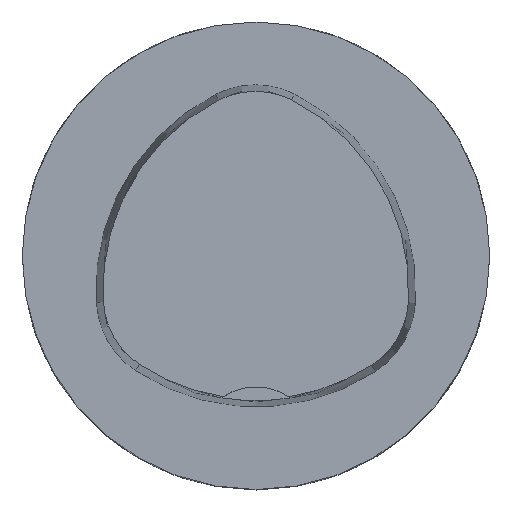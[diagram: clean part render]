
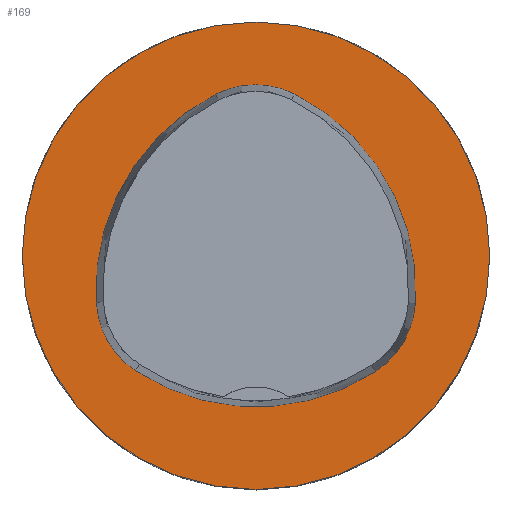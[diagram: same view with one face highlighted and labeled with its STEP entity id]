
A CAD part, top view. The second image highlights one B-rep face of the part: STEP entity #169.
In plain terms, the highlighted planar face has unit normal (0, 0, 1).
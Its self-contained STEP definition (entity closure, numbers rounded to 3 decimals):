
#70=PLANE('',#1064);
#169=ADVANCED_FACE('',(#245,#246),#70,.T.);
#189=CIRCLE('',#970,16.);
#219=CIRCLE('',#1042,15.);
#221=CIRCLE('',#1045,6.);
#223=CIRCLE('',#1048,15.);
#225=CIRCLE('',#1051,6.);
#229=CIRCLE('',#1056,15.);
#231=CIRCLE('',#1059,6.);
#245=FACE_BOUND('',#303,.T.);
#246=FACE_BOUND('',#304,.T.);
#303=EDGE_LOOP('',(#690,#691,#692,#693,#694,#695));
#304=EDGE_LOOP('',(#696));
#690=ORIENTED_EDGE('',*,*,#923,.T.);
#691=ORIENTED_EDGE('',*,*,#903,.T.);
#692=ORIENTED_EDGE('',*,*,#907,.T.);
#693=ORIENTED_EDGE('',*,*,#910,.T.);
#694=ORIENTED_EDGE('',*,*,#913,.T.);
#695=ORIENTED_EDGE('',*,*,#921,.T.);
#696=ORIENTED_EDGE('',*,*,#830,.F.);
#739=VERTEX_POINT('',#1673);
#778=VERTEX_POINT('',#1939);
#779=VERTEX_POINT('',#1940);
#782=VERTEX_POINT('',#1948);
#784=VERTEX_POINT('',#1954);
#786=VERTEX_POINT('',#1960);
#793=VERTEX_POINT('',#1981);
#830=EDGE_CURVE('',#739,#739,#189,.T.);
#903=EDGE_CURVE('',#778,#779,#219,.T.);
#907=EDGE_CURVE('',#779,#782,#221,.T.);
#910=EDGE_CURVE('',#782,#784,#223,.T.);
#913=EDGE_CURVE('',#784,#786,#225,.T.);
#921=EDGE_CURVE('',#786,#793,#229,.T.);
#923=EDGE_CURVE('',#793,#778,#231,.T.);
#970=AXIS2_PLACEMENT_3D('',#1672,#1090,#1091);
#1042=AXIS2_PLACEMENT_3D('',#1938,#1271,#1272);
#1045=AXIS2_PLACEMENT_3D('',#1947,#1279,#1280);
#1048=AXIS2_PLACEMENT_3D('',#1953,#1286,#1287);
#1051=AXIS2_PLACEMENT_3D('',#1959,#1293,#1294);
#1056=AXIS2_PLACEMENT_3D('',#1982,#1305,#1306);
#1059=AXIS2_PLACEMENT_3D('',#1985,#1311,#1312);
#1064=AXIS2_PLACEMENT_3D('',#1990,#1321,#1322);
#1090=DIRECTION('',(0.,0.,-1.));
#1091=DIRECTION('',(-1.,0.,0.));
#1271=DIRECTION('',(0.,0.,-1.));
#1272=DIRECTION('',(-1.,0.,0.));
#1279=DIRECTION('',(0.,0.,-1.));
#1280=DIRECTION('',(-1.,0.,0.));
#1286=DIRECTION('',(0.,0.,-1.));
#1287=DIRECTION('',(-1.,0.,0.));
#1293=DIRECTION('',(0.,0.,-1.));
#1294=DIRECTION('',(-1.,0.,0.));
#1305=DIRECTION('',(0.,0.,-1.));
#1306=DIRECTION('',(-1.,0.,0.));
#1311=DIRECTION('',(0.,0.,-1.));
#1312=DIRECTION('',(-1.,0.,0.));
#1321=DIRECTION('',(0.,0.,1.));
#1322=DIRECTION('',(1.,0.,0.));
#1672=CARTESIAN_POINT('',(0.,0.,0.));
#1673=CARTESIAN_POINT('',(-16.,0.,0.));
#1938=CARTESIAN_POINT('',(4.048,-2.316,0.));
#1939=CARTESIAN_POINT('',(-10.926,-3.206,0.));
#1940=CARTESIAN_POINT('',(-2.774,11.043,0.));
#1947=CARTESIAN_POINT('',(-0.045,5.7,0.));
#1948=CARTESIAN_POINT('',(2.638,11.066,0.));
#1953=CARTESIAN_POINT('',(-4.07,-2.35,0.));
#1954=CARTESIAN_POINT('',(10.903,-3.249,0.));
#1959=CARTESIAN_POINT('',(4.914,-2.889,0.));
#1960=CARTESIAN_POINT('',(8.177,-7.924,0.));
#1981=CARTESIAN_POINT('',(-8.24,-7.859,0.));
#1982=CARTESIAN_POINT('',(0.019,4.663,0.));
#1985=CARTESIAN_POINT('',(-4.936,-2.85,0.));
#1990=CARTESIAN_POINT('',(0.,0.,0.));
